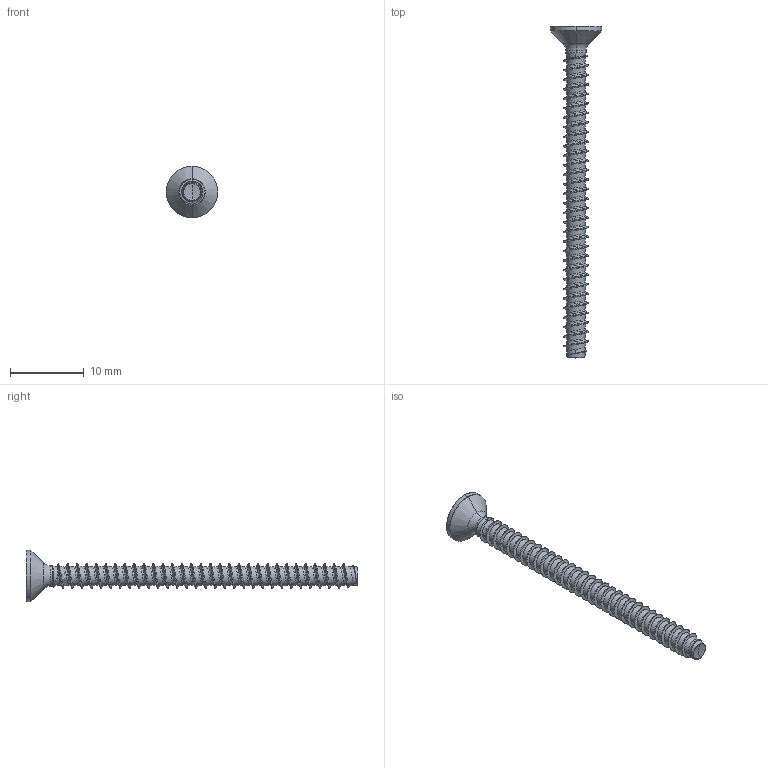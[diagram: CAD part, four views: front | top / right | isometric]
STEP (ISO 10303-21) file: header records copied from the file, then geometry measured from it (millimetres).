
FILE_DESCRIPTION (( 'STEP AP203' ), '1' );
FILE_NAME ('STP410350450.STEP', '2017-08-16T13:52:08', ( '' ), ( '' ), 'SwSTEP 2.0', 'SolidWorks 2015', '' );
FILE_SCHEMA (( 'CONFIG_CONTROL_DESIGN' ));
Length unit declared in the file: millimetre
Products named in the file (1): STP410350450
Bounding box: 7 x 45 x 7 mm (x, y, z)
Volume: 293.2 mm3; surface area: 665.4 mm2
Topology: 1 solids, 1 shells, 145 faces, 382 edges, 239 vertices
Faces by surface type: cylinder 88, bspline 35, cone 12, torus 6, sphere 2, plane 2
Entity records: 37230 total; most frequent: CARTESIAN_POINT 34177, ORIENTED_EDGE 760, DIRECTION 444, EDGE_CURVE 380, VERTEX_POINT 239, AXIS2_PLACEMENT_3D 170, B_SPLINE_CURVE_WITH_KNOTS 153, EDGE_LOOP 147
